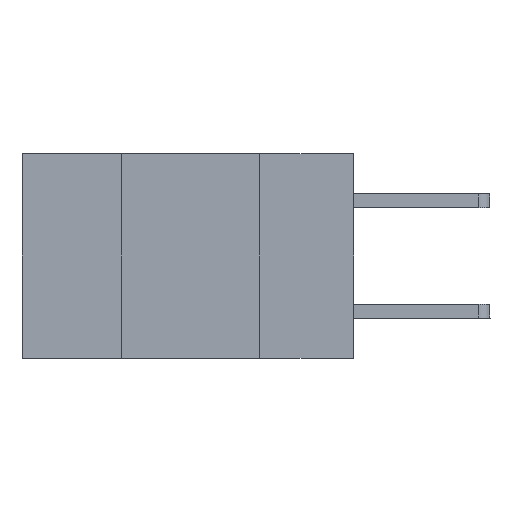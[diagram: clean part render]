
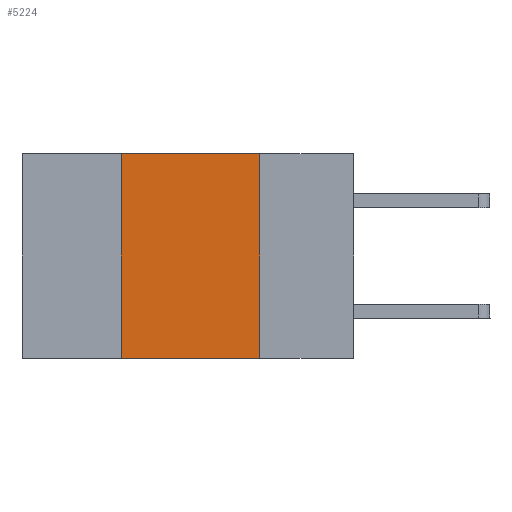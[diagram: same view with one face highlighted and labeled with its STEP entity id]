
A CAD part, left-side view. The second image highlights one B-rep face of the part: STEP entity #5224.
In plain terms, the highlighted planar face has unit normal (-1, 0, 0).
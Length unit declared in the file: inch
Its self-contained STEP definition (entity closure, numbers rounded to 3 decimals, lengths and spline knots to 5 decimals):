
#149 = PLANE ( 'NONE',  #1857 ) ;
#974 = EDGE_LOOP ( 'NONE', ( #9981, #3977, #4803, #2045 ) ) ;
#1138 = EDGE_CURVE ( 'NONE', #6439, #6265, #1439, .T. ) ;
#1439 = LINE ( 'NONE', #5794, #5475 ) ;
#1585 = LINE ( 'NONE', #12433, #5996 ) ;
#1678 = VERTEX_POINT ( 'NONE', #5398 ) ;
#1857 = AXIS2_PLACEMENT_3D ( 'NONE', #2331, #6687, #11118 ) ;
#2045 = ORIENTED_EDGE ( 'NONE', *, *, #2823, .T. ) ;
#2331 = CARTESIAN_POINT ( 'NONE',  ( 0., 0.6, 0. ) ) ;
#2384 = CARTESIAN_POINT ( 'NONE',  ( 0., 0.17, 0. ) ) ;
#2616 = VERTEX_POINT ( 'NONE', #11733 ) ;
#2821 = VECTOR ( 'NONE', #12423, 39.37008 ) ;
#2823 = EDGE_CURVE ( 'NONE', #2616, #1678, #9174, .T. ) ;
#3571 = CARTESIAN_POINT ( 'NONE',  ( 0., 0.42, 0. ) ) ;
#3977 = ORIENTED_EDGE ( 'NONE', *, *, #1138, .F. ) ;
#4600 = CARTESIAN_POINT ( 'NONE',  ( 0., 0.6, -0.37 ) ) ;
#4733 = DIRECTION ( 'NONE',  ( 0., 0., -1. ) ) ;
#4803 = ORIENTED_EDGE ( 'NONE', *, *, #9378, .F. ) ;
#5224 = ADVANCED_FACE ( 'NONE', ( #5570 ), #149, .F. ) ;
#5398 = CARTESIAN_POINT ( 'NONE',  ( 0., 0.17, -0.37 ) ) ;
#5475 = VECTOR ( 'NONE', #11347, 39.37008 ) ;
#5570 = FACE_OUTER_BOUND ( 'NONE', #974, .T. ) ;
#5794 = CARTESIAN_POINT ( 'NONE',  ( 0., 0.6, 0. ) ) ;
#5826 = DIRECTION ( 'NONE',  ( 0., -1., 0. ) ) ;
#5996 = VECTOR ( 'NONE', #4733, 39.37008 ) ;
#6265 = VERTEX_POINT ( 'NONE', #2384 ) ;
#6408 = VECTOR ( 'NONE', #5826, 39.37008 ) ;
#6439 = VERTEX_POINT ( 'NONE', #6477 ) ;
#6477 = CARTESIAN_POINT ( 'NONE',  ( 0., 0.42, 0. ) ) ;
#6687 = DIRECTION ( 'NONE',  ( 1., 0., 0. ) ) ;
#9174 = LINE ( 'NONE', #4600, #6408 ) ;
#9378 = EDGE_CURVE ( 'NONE', #2616, #6439, #10841, .T. ) ;
#9981 = ORIENTED_EDGE ( 'NONE', *, *, #13992, .F. ) ;
#10841 = LINE ( 'NONE', #3571, #2821 ) ;
#11118 = DIRECTION ( 'NONE',  ( 0., 0., -1. ) ) ;
#11347 = DIRECTION ( 'NONE',  ( 0., -1., 0. ) ) ;
#11733 = CARTESIAN_POINT ( 'NONE',  ( 0., 0.42, -0.37 ) ) ;
#12423 = DIRECTION ( 'NONE',  ( 0., 0., 1. ) ) ;
#12433 = CARTESIAN_POINT ( 'NONE',  ( 0., 0.17, 0. ) ) ;
#13992 = EDGE_CURVE ( 'NONE', #6265, #1678, #1585, .T. ) ;
